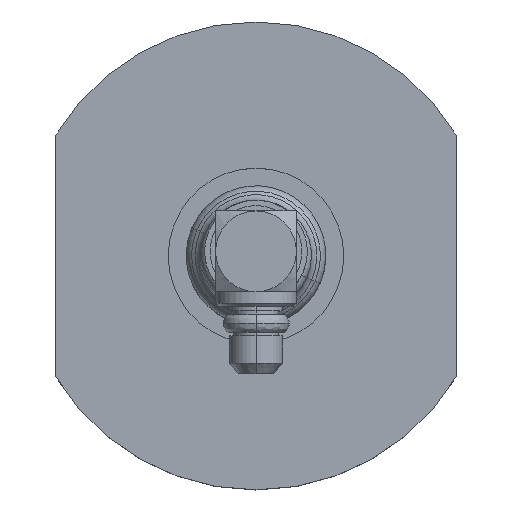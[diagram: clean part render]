
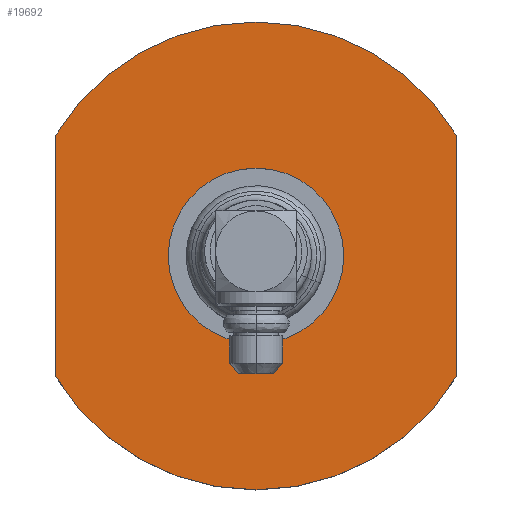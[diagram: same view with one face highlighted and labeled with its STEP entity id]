
A CAD part, top view. The second image highlights one B-rep face of the part: STEP entity #19692.
In plain terms, the highlighted face is planar.
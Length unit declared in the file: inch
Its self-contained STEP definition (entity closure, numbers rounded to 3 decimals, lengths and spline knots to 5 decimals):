
#273 = DIRECTION ( 'NONE',  ( -1., 0., 0. ) ) ;
#508 = AXIS2_PLACEMENT_3D ( 'NONE', #19350, #273, #5159 ) ;
#804 = DIRECTION ( 'NONE',  ( -1., 0., 0. ) ) ;
#1370 = EDGE_CURVE ( 'NONE', #2507, #5471, #2847, .T. ) ;
#1667 = AXIS2_PLACEMENT_3D ( 'NONE', #11495, #804, #18221 ) ;
#2293 = DIRECTION ( 'NONE',  ( 0., 1., 0. ) ) ;
#2507 = VERTEX_POINT ( 'NONE', #14437 ) ;
#2516 = CARTESIAN_POINT ( 'NONE',  ( 0.84849, -0.20496, -0.3435 ) ) ;
#2847 = CIRCLE ( 'NONE', #508, 0.15 ) ;
#3111 = ORIENTED_EDGE ( 'NONE', *, *, #19528, .T. ) ;
#3334 = CARTESIAN_POINT ( 'NONE',  ( 0.84849, 0.4, 0. ) ) ;
#3529 = DIRECTION ( 'NONE',  ( -1., 0., 0. ) ) ;
#3560 = CIRCLE ( 'NONE', #15132, 0.4 ) ;
#3949 = LINE ( 'NONE', #17378, #13542 ) ;
#4200 = ORIENTED_EDGE ( 'NONE', *, *, #11721, .F. ) ;
#4350 = VERTEX_POINT ( 'NONE', #17692 ) ;
#5159 = DIRECTION ( 'NONE',  ( 0., 0., 1. ) ) ;
#5346 = VERTEX_POINT ( 'NONE', #15388 ) ;
#5471 = VERTEX_POINT ( 'NONE', #15705 ) ;
#6650 = EDGE_CURVE ( 'NONE', #4350, #17322, #3949, .T. ) ;
#6658 = AXIS2_PLACEMENT_3D ( 'NONE', #3334, #3529, #9625 ) ;
#8689 = ORIENTED_EDGE ( 'NONE', *, *, #1370, .T. ) ;
#8784 = VECTOR ( 'NONE', #2293, 39.37008 ) ;
#9578 = EDGE_CURVE ( 'NONE', #5346, #18601, #18991, .T. ) ;
#9625 = DIRECTION ( 'NONE',  ( 0., 0., 1. ) ) ;
#10072 = ORIENTED_EDGE ( 'NONE', *, *, #18861, .F. ) ;
#10653 = DIRECTION ( 'NONE',  ( -1., 0., 0. ) ) ;
#11495 = CARTESIAN_POINT ( 'NONE',  ( 0.84849, 0., 0. ) ) ;
#11624 = AXIS2_PLACEMENT_3D ( 'NONE', #20536, #12449, #18556 ) ;
#11721 = EDGE_CURVE ( 'NONE', #17322, #5346, #3560, .T. ) ;
#11913 = CARTESIAN_POINT ( 'NONE',  ( 0.84849, 0., 0. ) ) ;
#12365 = ORIENTED_EDGE ( 'NONE', *, *, #9578, .F. ) ;
#12449 = DIRECTION ( 'NONE',  ( -1., 0., 0. ) ) ;
#12920 = CARTESIAN_POINT ( 'NONE',  ( 0.84849, 0.20496, 0.3435 ) ) ;
#13542 = VECTOR ( 'NONE', #15730, 39.37008 ) ;
#14437 = CARTESIAN_POINT ( 'NONE',  ( 0.84849, 0., -0.15 ) ) ;
#15132 = AXIS2_PLACEMENT_3D ( 'NONE', #11913, #10653, #19783 ) ;
#15266 = CIRCLE ( 'NONE', #11624, 0.15 ) ;
#15388 = CARTESIAN_POINT ( 'NONE',  ( 0.84849, -0.20496, 0.3435 ) ) ;
#15417 = ORIENTED_EDGE ( 'NONE', *, *, #6650, .F. ) ;
#15653 = EDGE_LOOP ( 'NONE', ( #12365, #4200, #15417, #10072 ) ) ;
#15705 = CARTESIAN_POINT ( 'NONE',  ( 0.84849, 0., 0.15 ) ) ;
#15730 = DIRECTION ( 'NONE',  ( 0., -1., 0. ) ) ;
#17322 = VERTEX_POINT ( 'NONE', #2516 ) ;
#17378 = CARTESIAN_POINT ( 'NONE',  ( 0.84849, 0.4, -0.3435 ) ) ;
#17514 = PLANE ( 'NONE',  #6658 ) ;
#17610 = FACE_BOUND ( 'NONE', #19534, .T. ) ;
#17692 = CARTESIAN_POINT ( 'NONE',  ( 0.84849, 0.20496, -0.3435 ) ) ;
#18090 = FACE_OUTER_BOUND ( 'NONE', #15653, .T. ) ;
#18221 = DIRECTION ( 'NONE',  ( 0., 0., 1. ) ) ;
#18556 = DIRECTION ( 'NONE',  ( 0., 0., 1. ) ) ;
#18601 = VERTEX_POINT ( 'NONE', #12920 ) ;
#18861 = EDGE_CURVE ( 'NONE', #18601, #4350, #18890, .T. ) ;
#18890 = CIRCLE ( 'NONE', #1667, 0.4 ) ;
#18991 = LINE ( 'NONE', #19098, #8784 ) ;
#19098 = CARTESIAN_POINT ( 'NONE',  ( 0.84849, 0.4, 0.3435 ) ) ;
#19350 = CARTESIAN_POINT ( 'NONE',  ( 0.84849, 0., 0. ) ) ;
#19528 = EDGE_CURVE ( 'NONE', #5471, #2507, #15266, .T. ) ;
#19534 = EDGE_LOOP ( 'NONE', ( #3111, #8689 ) ) ;
#19692 = ADVANCED_FACE ( 'NONE', ( #17610, #18090 ), #17514, .F. ) ;
#19783 = DIRECTION ( 'NONE',  ( 0., 0., 1. ) ) ;
#20536 = CARTESIAN_POINT ( 'NONE',  ( 0.84849, 0., 0. ) ) ;
